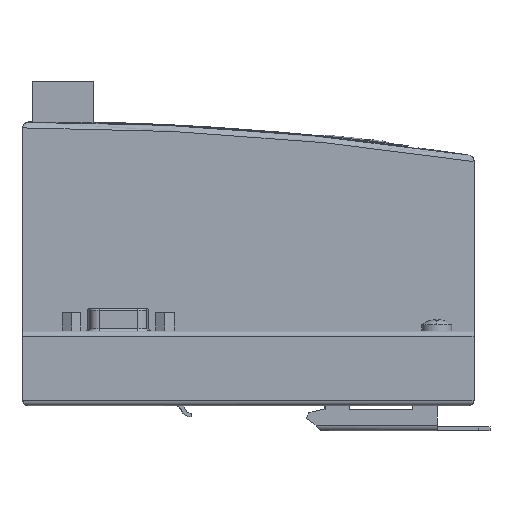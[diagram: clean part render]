
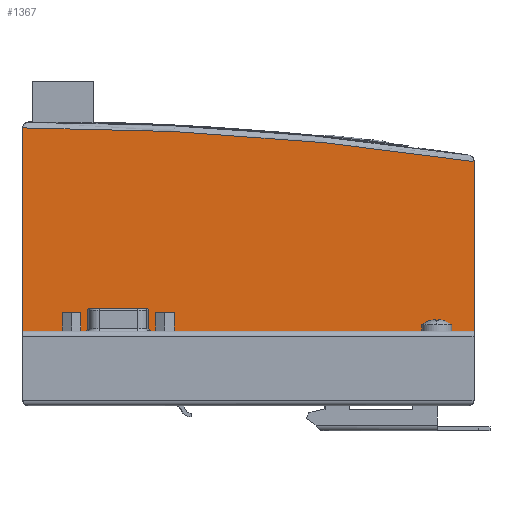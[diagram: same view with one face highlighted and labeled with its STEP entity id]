
A CAD part, left-side view. The second image highlights one B-rep face of the part: STEP entity #1367.
In plain terms, the highlighted planar face has unit normal (-1, 0, 0).
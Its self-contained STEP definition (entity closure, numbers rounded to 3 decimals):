
#314=DIRECTION('',(0.,1.,0.));
#315=VECTOR('',#314,121.);
#316=CARTESIAN_POINT('',(-56.,0.,20.));
#317=LINE('',#316,#315);
#318=DIRECTION('',(0.,0.,-1.));
#319=VECTOR('',#318,54.501);
#320=CARTESIAN_POINT('',(-56.,121.,74.501));
#321=LINE('',#320,#319);
#322=CARTESIAN_POINT('',(-56.,119.669,-723.999));
#323=DIRECTION('',(-1.,0.,0.));
#324=DIRECTION('',(0.,-0.15,0.989));
#325=AXIS2_PLACEMENT_3D('',#322,#323,#324);
#327=DIRECTION('',(0.,0.,1.));
#328=VECTOR('',#327,45.483);
#329=CARTESIAN_POINT('',(-56.,0.,20.));
#330=LINE('',#329,#328);
#697=CARTESIAN_POINT('',(-56.,121.,74.501));
#814=VERTEX_POINT('',#697);
#815=CARTESIAN_POINT('',(-56.,0.,65.483));
#816=VERTEX_POINT('',#815);
#912=CARTESIAN_POINT('',(-56.,0.,20.));
#913=CARTESIAN_POINT('',(-56.,121.,20.));
#914=VERTEX_POINT('',#912);
#915=VERTEX_POINT('',#913);
#1354=CARTESIAN_POINT('',(-56.,61.88,36.279));
#1355=DIRECTION('',(1.,0.,0.));
#1356=DIRECTION('',(0.,1.,0.));
#1357=AXIS2_PLACEMENT_3D('',#1354,#1355,#1356);
#1358=PLANE('',#1357);
#1360=ORIENTED_EDGE('',*,*,#1359,.T.);
#1361=ORIENTED_EDGE('',*,*,#1331,.F.);
#1363=ORIENTED_EDGE('',*,*,#1362,.F.);
#1364=ORIENTED_EDGE('',*,*,#1241,.F.);
#1365=EDGE_LOOP('',(#1360,#1361,#1363,#1364));
#1366=FACE_OUTER_BOUND('',#1365,.F.);
#1367=ADVANCED_FACE('',(#1366),#1358,.F.);
#326=CIRCLE('',#325,798.5);
#1241=EDGE_CURVE('',#914,#816,#330,.T.);
#1331=EDGE_CURVE('',#814,#915,#321,.T.);
#1359=EDGE_CURVE('',#914,#915,#317,.T.);
#1362=EDGE_CURVE('',#816,#814,#326,.T.);
